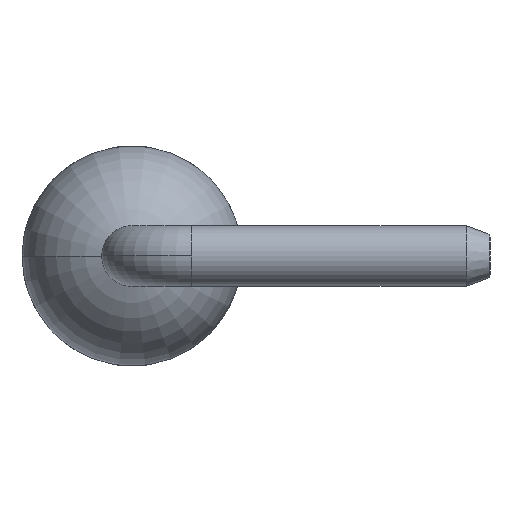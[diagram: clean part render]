
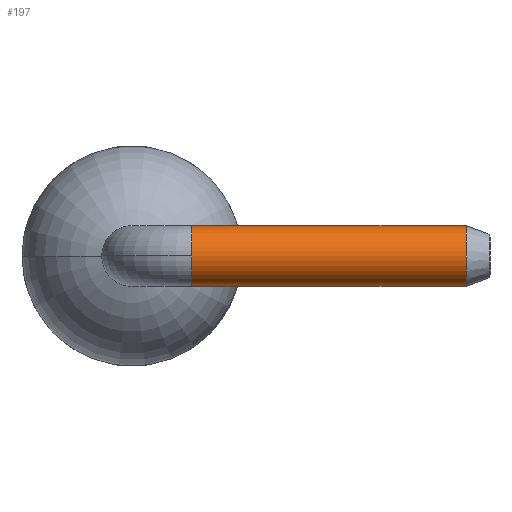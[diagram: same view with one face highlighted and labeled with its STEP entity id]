
A CAD part, left-side view. The second image highlights one B-rep face of the part: STEP entity #197.
In plain terms, the highlighted cylindrical face has radius 0.254 mm (diameter 0.508 mm), a partial arc.
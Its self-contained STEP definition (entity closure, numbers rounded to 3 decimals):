
#85 = CARTESIAN_POINT ( 'NONE',  ( -3.175, -0.5, -0.254 ) ) ;
#189 = EDGE_LOOP ( 'NONE', ( #329, #330, #348, #365, #358 ) ) ;
#197 = ADVANCED_FACE ( 'NONE', ( #410 ), #449, .T. ) ;
#329 = ORIENTED_EDGE ( 'NONE', *, *, #826, .F. ) ;
#330 = ORIENTED_EDGE ( 'NONE', *, *, #730, .T. ) ;
#348 = ORIENTED_EDGE ( 'NONE', *, *, #349, .T. ) ;
#349 = EDGE_CURVE ( 'NONE', #728, #852, #1002, .T. ) ;
#352 = VERTEX_POINT ( 'NONE', #992 ) ;
#358 = ORIENTED_EDGE ( 'NONE', *, *, #371, .T. ) ;
#365 = ORIENTED_EDGE ( 'NONE', *, *, #829, .T. ) ;
#371 = EDGE_CURVE ( 'NONE', #352, #393, #1021, .T. ) ;
#393 = VERTEX_POINT ( 'NONE', #1038 ) ;
#410 = FACE_OUTER_BOUND ( 'NONE', #189, .T. ) ;
#444 = DIRECTION ( 'NONE',  ( 0., 0., -1. ) ) ;
#445 = DIRECTION ( 'NONE',  ( 0., -1., 0. ) ) ;
#446 = CARTESIAN_POINT ( 'NONE',  ( -3.175, -0.5, 0. ) ) ;
#447 = AXIS2_PLACEMENT_3D ( 'NONE', #446, #445, #444 ) ;
#449 = CYLINDRICAL_SURFACE ( 'NONE', #447, 0.254 ) ;
#635 = VERTEX_POINT ( 'NONE', #1133 ) ;
#728 = VERTEX_POINT ( 'NONE', #1419 ) ;
#730 = EDGE_CURVE ( 'NONE', #635, #728, #1418, .T. ) ;
#826 = EDGE_CURVE ( 'NONE', #635, #393, #1729, .T. ) ;
#829 = EDGE_CURVE ( 'NONE', #852, #352, #1725, .T. ) ;
#852 = VERTEX_POINT ( 'NONE', #85 ) ;
#992 = CARTESIAN_POINT ( 'NONE',  ( -3.175, -2.8, -0.254 ) ) ;
#993 = DIRECTION ( 'NONE',  ( 0., 0., 1. ) ) ;
#994 = DIRECTION ( 'NONE',  ( 0., -1., 0. ) ) ;
#995 = CARTESIAN_POINT ( 'NONE',  ( -3.175, -0.5, 0. ) ) ;
#996 = AXIS2_PLACEMENT_3D ( 'NONE', #995, #994, #993 ) ;
#1002 = CIRCLE ( 'NONE', #996, 0.254 ) ;
#1017 = DIRECTION ( 'NONE',  ( 0., 0., -1. ) ) ;
#1018 = DIRECTION ( 'NONE',  ( 0., 1., 0. ) ) ;
#1019 = CARTESIAN_POINT ( 'NONE',  ( -3.175, -2.8, 0. ) ) ;
#1020 = AXIS2_PLACEMENT_3D ( 'NONE', #1019, #1018, #1017 ) ;
#1021 = CIRCLE ( 'NONE', #1020, 0.254 ) ;
#1038 = CARTESIAN_POINT ( 'NONE',  ( -3.175, -2.8, 0.254 ) ) ;
#1133 = CARTESIAN_POINT ( 'NONE',  ( -3.175, -0.5, 0.254 ) ) ;
#1414 = DIRECTION ( 'NONE',  ( 0., 0., 1. ) ) ;
#1415 = DIRECTION ( 'NONE',  ( 0., -1., 0. ) ) ;
#1416 = CARTESIAN_POINT ( 'NONE',  ( -3.175, -0.5, 0. ) ) ;
#1417 = AXIS2_PLACEMENT_3D ( 'NONE', #1416, #1415, #1414 ) ;
#1418 = CIRCLE ( 'NONE', #1417, 0.254 ) ;
#1419 = CARTESIAN_POINT ( 'NONE',  ( -3.429, -0.5, 0. ) ) ;
#1722 = DIRECTION ( 'NONE',  ( 0., -1., 0. ) ) ;
#1723 = VECTOR ( 'NONE', #1722, 1000. ) ;
#1724 = CARTESIAN_POINT ( 'NONE',  ( -3.175, -0.5, -0.254 ) ) ;
#1725 = LINE ( 'NONE', #1724, #1723 ) ;
#1726 = DIRECTION ( 'NONE',  ( 0., -1., 0. ) ) ;
#1727 = VECTOR ( 'NONE', #1726, 1000. ) ;
#1728 = CARTESIAN_POINT ( 'NONE',  ( -3.175, -0.5, 0.254 ) ) ;
#1729 = LINE ( 'NONE', #1728, #1727 ) ;
